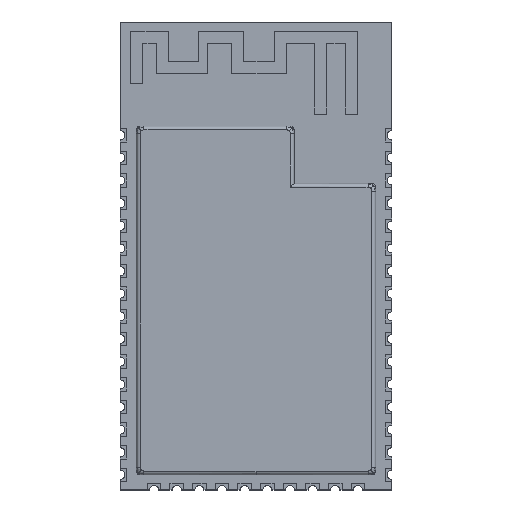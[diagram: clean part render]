
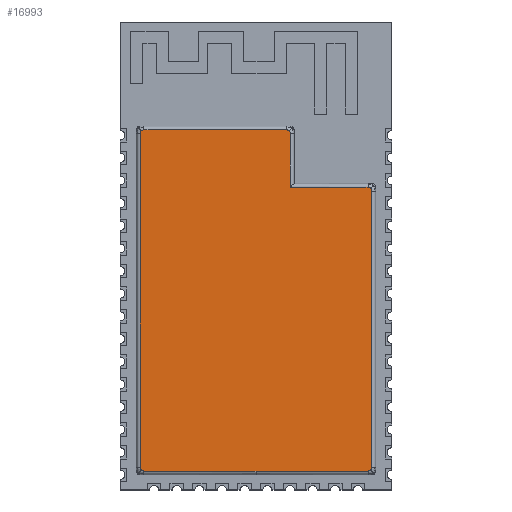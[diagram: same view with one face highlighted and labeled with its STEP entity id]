
A CAD part, top view. The second image highlights one B-rep face of the part: STEP entity #16993.
In plain terms, the highlighted planar face has unit normal (0, 0, 1).
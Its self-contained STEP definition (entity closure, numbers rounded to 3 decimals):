
#112=CIRCLE('',#17903,0.25);
#115=CIRCLE('',#17906,0.25);
#126=CIRCLE('',#17917,0.25);
#129=CIRCLE('',#17920,0.25);
#136=CIRCLE('',#17927,0.25);
#139=CIRCLE('',#17930,0.25);
#150=CIRCLE('',#17941,0.25);
#156=CIRCLE('',#17947,0.25);
#159=CIRCLE('',#17950,0.25);
#166=CIRCLE('',#17958,0.25);
#1045=PLANE('',#17986);
#1968=FACE_OUTER_BOUND('',#2918,.T.);
#2918=EDGE_LOOP('',(#15854,#15855,#15856,#15857,#15858,#15859,#15860,#15861,
#15862,#15863,#15864,#15865,#15866,#15867,#15868,#15869,#15870));
#4824=LINE('',#30207,#6752);
#4829=LINE('',#30258,#6757);
#4832=LINE('',#30306,#6760);
#4834=LINE('',#30309,#6762);
#4836=LINE('',#30315,#6764);
#4839=LINE('',#30319,#6767);
#4840=LINE('',#30321,#6768);
#6752=VECTOR('',#21652,10.);
#6757=VECTOR('',#21667,10.);
#6760=VECTOR('',#21682,10.);
#6762=VECTOR('',#21686,10.);
#6764=VECTOR('',#21692,10.);
#6767=VECTOR('',#21697,10.);
#6768=VECTOR('',#21700,10.);
#8617=VERTEX_POINT('',#28925);
#8618=VERTEX_POINT('',#28932);
#8620=VERTEX_POINT('',#28978);
#8633=VERTEX_POINT('',#29255);
#8634=VERTEX_POINT('',#29262);
#8636=VERTEX_POINT('',#29308);
#8645=VERTEX_POINT('',#29493);
#8646=VERTEX_POINT('',#29500);
#8648=VERTEX_POINT('',#29546);
#8661=VERTEX_POINT('',#29823);
#8662=VERTEX_POINT('',#29830);
#8669=VERTEX_POINT('',#29969);
#8670=VERTEX_POINT('',#29976);
#8672=VERTEX_POINT('',#30022);
#8678=VERTEX_POINT('',#30152);
#8688=VERTEX_POINT('',#30257);
#8693=VERTEX_POINT('',#30313);
#10969=EDGE_CURVE('',#8617,#8618,#112,.T.);
#10973=EDGE_CURVE('',#8620,#8617,#115,.T.);
#10991=EDGE_CURVE('',#8633,#8634,#126,.T.);
#10995=EDGE_CURVE('',#8636,#8633,#129,.T.);
#11007=EDGE_CURVE('',#8645,#8646,#136,.T.);
#11011=EDGE_CURVE('',#8648,#8645,#139,.T.);
#11029=EDGE_CURVE('',#8661,#8662,#150,.T.);
#11039=EDGE_CURVE('',#8669,#8670,#156,.T.);
#11043=EDGE_CURVE('',#8672,#8669,#159,.T.);
#11053=EDGE_CURVE('',#8678,#8661,#166,.T.);
#11062=EDGE_CURVE('',#8670,#8648,#4824,.T.);
#11070=EDGE_CURVE('',#8646,#8688,#4829,.T.);
#11077=EDGE_CURVE('',#8688,#8620,#4832,.T.);
#11079=EDGE_CURVE('',#8618,#8636,#4834,.T.);
#11082=EDGE_CURVE('',#8693,#8678,#4836,.T.);
#11085=EDGE_CURVE('',#8634,#8693,#4839,.T.);
#11086=EDGE_CURVE('',#8662,#8672,#4840,.T.);
#15854=ORIENTED_EDGE('',*,*,#10973,.F.);
#15855=ORIENTED_EDGE('',*,*,#11077,.F.);
#15856=ORIENTED_EDGE('',*,*,#11070,.F.);
#15857=ORIENTED_EDGE('',*,*,#11007,.F.);
#15858=ORIENTED_EDGE('',*,*,#11011,.F.);
#15859=ORIENTED_EDGE('',*,*,#11062,.F.);
#15860=ORIENTED_EDGE('',*,*,#11039,.F.);
#15861=ORIENTED_EDGE('',*,*,#11043,.F.);
#15862=ORIENTED_EDGE('',*,*,#11086,.F.);
#15863=ORIENTED_EDGE('',*,*,#11029,.F.);
#15864=ORIENTED_EDGE('',*,*,#11053,.F.);
#15865=ORIENTED_EDGE('',*,*,#11082,.F.);
#15866=ORIENTED_EDGE('',*,*,#11085,.F.);
#15867=ORIENTED_EDGE('',*,*,#10991,.F.);
#15868=ORIENTED_EDGE('',*,*,#10995,.F.);
#15869=ORIENTED_EDGE('',*,*,#11079,.F.);
#15870=ORIENTED_EDGE('',*,*,#10969,.F.);
#16993=ADVANCED_FACE('',(#1968),#1045,.T.);
#17903=AXIS2_PLACEMENT_3D('',#28933,#21520,#21521);
#17906=AXIS2_PLACEMENT_3D('',#28980,#21526,#21527);
#17917=AXIS2_PLACEMENT_3D('',#29263,#21548,#21549);
#17920=AXIS2_PLACEMENT_3D('',#29310,#21554,#21555);
#17927=AXIS2_PLACEMENT_3D('',#29501,#21568,#21569);
#17930=AXIS2_PLACEMENT_3D('',#29548,#21574,#21575);
#17941=AXIS2_PLACEMENT_3D('',#29831,#21596,#21597);
#17947=AXIS2_PLACEMENT_3D('',#29977,#21608,#21609);
#17950=AXIS2_PLACEMENT_3D('',#30024,#21614,#21615);
#17958=AXIS2_PLACEMENT_3D('',#30154,#21632,#21633);
#17986=AXIS2_PLACEMENT_3D('',#30337,#21718,#21719);
#21520=DIRECTION('center_axis',(0.,0.,-1.));
#21521=DIRECTION('ref_axis',(0.707,0.707,0.));
#21526=DIRECTION('center_axis',(0.,0.,-1.));
#21527=DIRECTION('ref_axis',(0.707,0.707,0.));
#21548=DIRECTION('center_axis',(0.,0.,-1.));
#21549=DIRECTION('ref_axis',(0.707,-0.707,0.));
#21554=DIRECTION('center_axis',(0.,0.,-1.));
#21555=DIRECTION('ref_axis',(0.707,-0.707,0.));
#21568=DIRECTION('center_axis',(0.,0.,-1.));
#21569=DIRECTION('ref_axis',(0.707,0.707,0.));
#21574=DIRECTION('center_axis',(0.,0.,-1.));
#21575=DIRECTION('ref_axis',(0.707,0.707,0.));
#21596=DIRECTION('center_axis',(0.,0.,-1.));
#21597=DIRECTION('ref_axis',(-0.707,-0.707,0.));
#21608=DIRECTION('center_axis',(0.,0.,-1.));
#21609=DIRECTION('ref_axis',(-0.707,0.707,0.));
#21614=DIRECTION('center_axis',(0.,0.,-1.));
#21615=DIRECTION('ref_axis',(-0.707,0.707,0.));
#21632=DIRECTION('center_axis',(0.,0.,-1.));
#21633=DIRECTION('ref_axis',(-0.707,-0.707,0.));
#21652=DIRECTION('',(1.,0.,0.));
#21667=DIRECTION('',(0.,-1.,0.));
#21682=DIRECTION('',(1.,0.,0.));
#21686=DIRECTION('',(0.,-1.,0.));
#21692=DIRECTION('',(-1.,0.,0.));
#21697=DIRECTION('',(-1.,0.,0.));
#21700=DIRECTION('',(0.,1.,0.));
#21718=DIRECTION('center_axis',(0.,0.,1.));
#21719=DIRECTION('ref_axis',(1.,0.,0.));
#28925=CARTESIAN_POINT('',(16.597,19.977,3.3));
#28932=CARTESIAN_POINT('',(16.67,19.8,3.3));
#28933=CARTESIAN_POINT('Origin',(16.42,19.8,3.3));
#28978=CARTESIAN_POINT('',(16.42,20.05,3.3));
#28980=CARTESIAN_POINT('Origin',(16.42,19.8,3.3));
#29255=CARTESIAN_POINT('',(16.597,1.323,3.3));
#29262=CARTESIAN_POINT('',(16.42,1.25,3.3));
#29263=CARTESIAN_POINT('Origin',(16.42,1.5,3.3));
#29308=CARTESIAN_POINT('',(16.67,1.5,3.3));
#29310=CARTESIAN_POINT('Origin',(16.42,1.5,3.3));
#29493=CARTESIAN_POINT('',(11.197,23.777,3.3));
#29500=CARTESIAN_POINT('',(11.27,23.6,3.3));
#29501=CARTESIAN_POINT('Origin',(11.02,23.6,3.3));
#29546=CARTESIAN_POINT('',(11.02,23.85,3.3));
#29548=CARTESIAN_POINT('Origin',(11.02,23.6,3.3));
#29823=CARTESIAN_POINT('',(1.403,1.323,3.3));
#29830=CARTESIAN_POINT('',(1.33,1.5,3.3));
#29831=CARTESIAN_POINT('Origin',(1.58,1.5,3.3));
#29969=CARTESIAN_POINT('',(1.403,23.777,3.3));
#29976=CARTESIAN_POINT('',(1.58,23.85,3.3));
#29977=CARTESIAN_POINT('Origin',(1.58,23.6,3.3));
#30022=CARTESIAN_POINT('',(1.33,23.6,3.3));
#30024=CARTESIAN_POINT('Origin',(1.58,23.6,3.3));
#30152=CARTESIAN_POINT('',(1.58,1.25,3.3));
#30154=CARTESIAN_POINT('Origin',(1.58,1.5,3.3));
#30207=CARTESIAN_POINT('',(10.26,23.85,3.3));
#30257=CARTESIAN_POINT('',(11.27,20.05,3.3));
#30258=CARTESIAN_POINT('',(11.27,16.425,3.3));
#30306=CARTESIAN_POINT('',(12.96,20.05,3.3));
#30309=CARTESIAN_POINT('',(16.67,6.775,3.3));
#30313=CARTESIAN_POINT('',(9.,1.25,3.3));
#30315=CARTESIAN_POINT('',(5.04,1.25,3.3));
#30319=CARTESIAN_POINT('',(9.,1.25,3.3));
#30321=CARTESIAN_POINT('',(1.33,18.325,3.3));
#30337=CARTESIAN_POINT('Origin',(9.,12.55,3.3));
